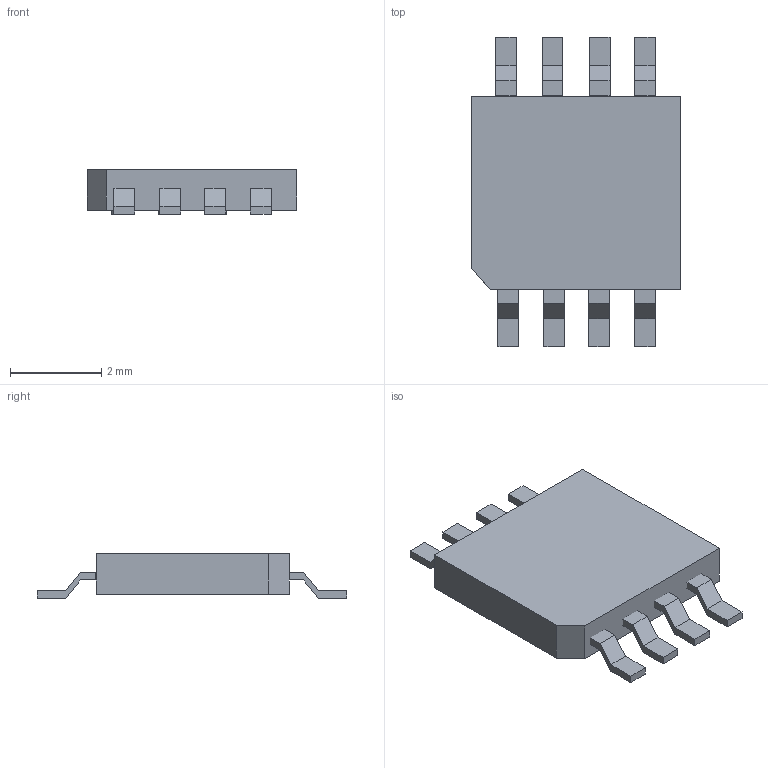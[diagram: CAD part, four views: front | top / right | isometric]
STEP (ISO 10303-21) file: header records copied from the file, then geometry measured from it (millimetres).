
FILE_DESCRIPTION (( 'STEP AP214' ), '1' );
FILE_NAME ('HSOIC.STEP', '2018-11-28T21:37:07', ( '' ), ( '' ), 'SwSTEP 2.0', 'SolidWorks 2018', '' );
FILE_SCHEMA (( 'AUTOMOTIVE_DESIGN' ));
Length unit declared in the file: millimetre
Products named in the file (1): HSOIC
Bounding box: 4.58 x 6.77 x 0.97 mm (x, y, z)
Volume: 17.8 mm3; surface area: 69.3 mm2
Topology: 9 solids, 9 shells, 87 faces, 207 edges, 138 vertices
Faces by surface type: plane 87
Entity records: 2644 total; most frequent: CARTESIAN_POINT 433, ORIENTED_EDGE 414, DIRECTION 383, EDGE_CURVE 207, LINE 207, VECTOR 207, VERTEX_POINT 138, AXIS2_PLACEMENT_3D 88
